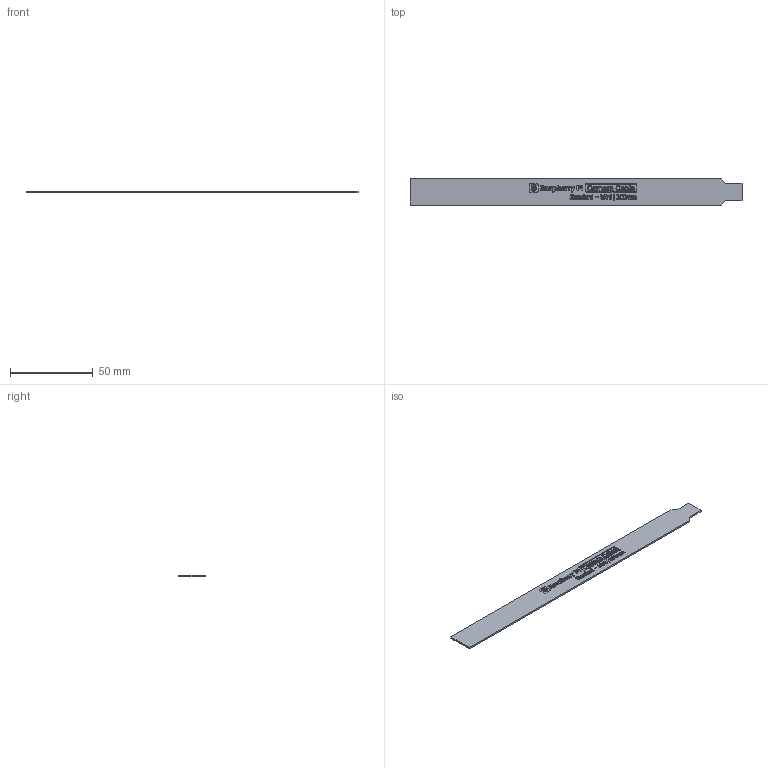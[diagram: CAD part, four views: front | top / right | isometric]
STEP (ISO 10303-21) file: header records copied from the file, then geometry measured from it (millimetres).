
FILE_DESCRIPTION(/* description */ (''),/* implementation_level */ '2;1');
FILE_NAME(/* name */ 'CSI-200.step',/* time_stamp */ '2024-10-05T16:53:59+02:00',/* author */ (''),/* organization */ (''),/* preprocessor_version */ 'ST-DEVELOPER v20',/* originating_system */ 'Autodesk Translation Framework v13.20.0.188',/* authorisation */ '');
FILE_SCHEMA (('AUTOMOTIVE_DESIGN { 1 0 10303 214 3 1 1 }'));
Length unit declared in the file: millimetre
Products named in the file (1): CSI-200
Bounding box: 200 x 15.67 x 1.1 mm (x, y, z)
Volume: 3091.3 mm3; surface area: 6648.4 mm2
Topology: 1 solids, 1 shells, 918 faces, 2541 edges, 1694 vertices
Faces by surface type: bspline 796, plane 122
Entity records: 31086 total; most frequent: CARTESIAN_POINT 15502, ORIENTED_EDGE 5082, EDGE_CURVE 2541, VERTEX_POINT 1694, DIRECTION 1195, EDGE_LOOP 987, LINE 949, VECTOR 949
